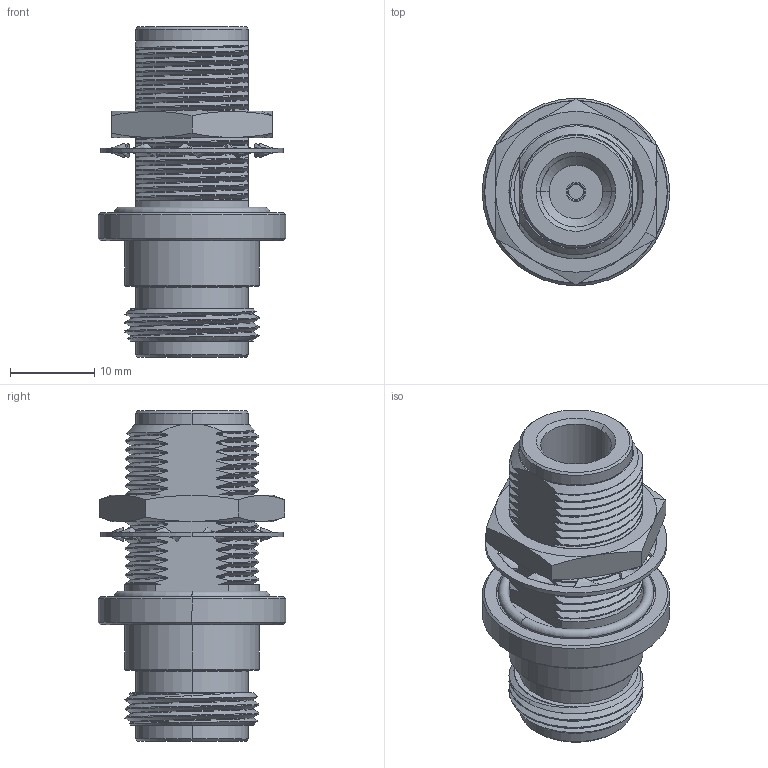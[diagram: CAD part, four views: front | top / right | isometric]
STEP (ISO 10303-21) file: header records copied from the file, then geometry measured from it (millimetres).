
FILE_DESCRIPTION (( 'STEP AP203' ), '1' );
FILE_NAME ('SM4030.step', '2018-09-12T17:43:03', ( '' ), ( '' ), 'SwSTEP 2.0', 'SolidWorks 2017', '' );
FILE_SCHEMA (( 'CONFIG_CONTROL_DESIGN' ));
Products named in the file (1): SM4030
Bounding box: 22.2 x 22.2 x 39.09 mm (x, y, z)
Volume: 6125.7 mm3; surface area: 5841.7 mm2
Topology: 5 solids, 5 shells, 398 faces, 1109 edges, 732 vertices
Faces by surface type: bspline 157, cylinder 107, plane 74, cone 52, torus 8
Entity records: 81652 total; most frequent: CARTESIAN_POINT 73239, ORIENTED_EDGE 2218, DIRECTION 1179, EDGE_CURVE 1109, VERTEX_POINT 732, AXIS2_PLACEMENT_3D 460, EDGE_LOOP 419, FACE_OUTER_BOUND 398
